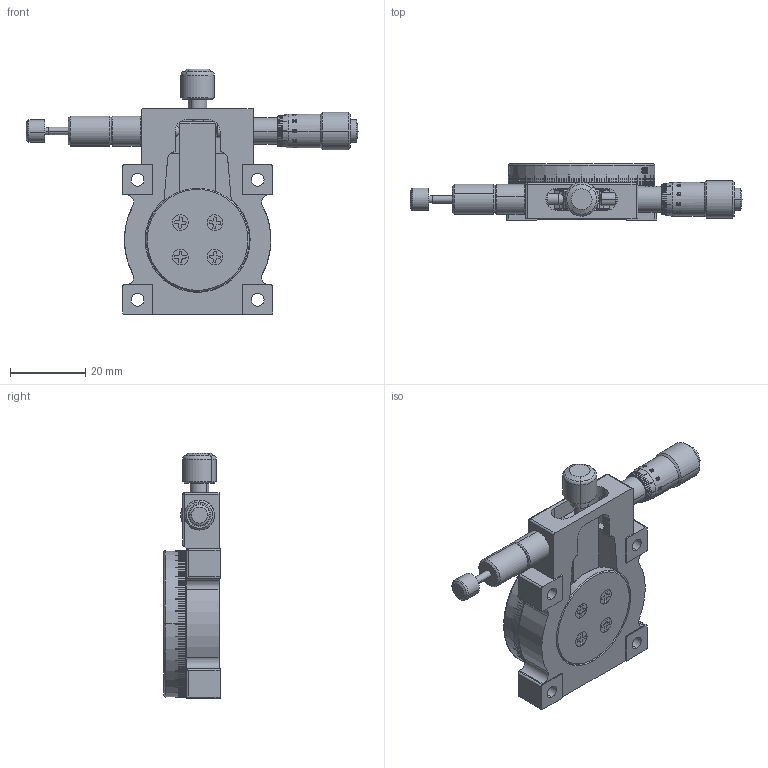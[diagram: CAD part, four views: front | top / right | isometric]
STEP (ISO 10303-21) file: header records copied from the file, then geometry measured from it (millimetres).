
FILE_DESCRIPTION (( 'STEP AP203' ), '1' );
FILE_NAME ('MRL40-AL(¼Ò½k¤Æ).STEP', '2014-05-20T00:49:12', ( '123' ), ( '' ), 'SwSTEP 2.0', 'SolidWorks 2013', '' );
FILE_SCHEMA (( 'CONFIG_CONTROL_DESIGN' ));
Products named in the file (3): Group1^MRL40-AL(模糊化); Group2^MRL40-AL(模糊化); MRL40-AL(模糊化)
Assembly tree (2 placements, depth 2):
  MRL40-AL(模糊化)
    Group1^MRL40-AL(模糊化)
    Group2^MRL40-AL(模糊化)
Bounding box: 88.5 x 15 x 65.51 mm (x, y, z)
Volume: 27693.8 mm3; surface area: 17241.4 mm2
Topology: 14 solids, 14 shells, 3134 faces, 8996 edges, 6019 vertices
Faces by surface type: plane 1527, cylinder 775, bspline 723, cone 86, sphere 13, torus 10
Entity records: 134858 total; most frequent: CARTESIAN_POINT 54601, ORIENTED_EDGE 17964, DIRECTION 15679, EDGE_CURVE 8982, VERTEX_POINT 6015, AXIS2_PLACEMENT_3D 5759, VECTOR 4161, LINE 4161
